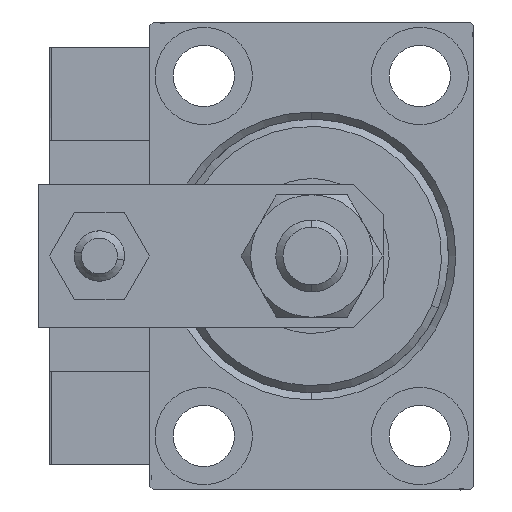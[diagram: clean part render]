
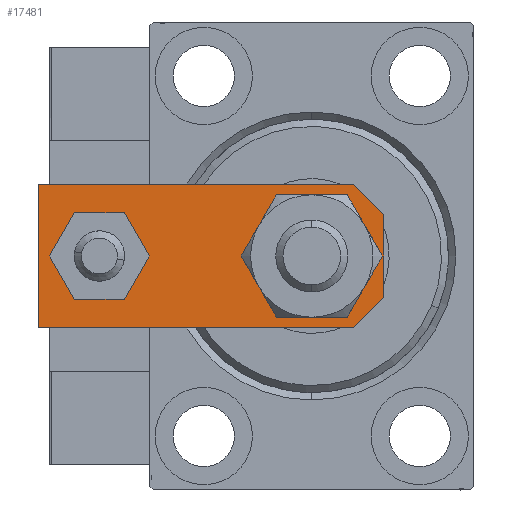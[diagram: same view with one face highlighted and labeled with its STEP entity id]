
A CAD part, left-side view. The second image highlights one B-rep face of the part: STEP entity #17481.
In plain terms, the highlighted face is planar.
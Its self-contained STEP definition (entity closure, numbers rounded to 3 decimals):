
#394 = CARTESIAN_POINT ( 'NONE',  ( 4., 39.5, 6. ) ) ;
#551 = DIRECTION ( 'NONE',  ( 0., 0., 1. ) ) ;
#1053 = CARTESIAN_POINT ( 'NONE',  ( 10., 4.24, 6. ) ) ;
#1429 = DIRECTION ( 'NONE',  ( 0., 0., 1. ) ) ;
#2198 = VERTEX_POINT ( 'NONE', #8755 ) ;
#2547 = EDGE_CURVE ( 'NONE', #31239, #24474, #16006, .T. ) ;
#2881 = VECTOR ( 'NONE', #31743, 1000. ) ;
#3029 = LINE ( 'NONE', #3286, #21437 ) ;
#3033 = ORIENTED_EDGE ( 'NONE', *, *, #19946, .F. ) ;
#3158 = VERTEX_POINT ( 'NONE', #27435 ) ;
#3286 = CARTESIAN_POINT ( 'NONE',  ( 10., 0., 6. ) ) ;
#4039 = VECTOR ( 'NONE', #30719, 1000. ) ;
#4852 = FACE_BOUND ( 'NONE', #6933, .T. ) ;
#5097 = CARTESIAN_POINT ( 'NONE',  ( -10., 0., 6. ) ) ;
#6146 = DIRECTION ( 'NONE',  ( 0., 0., 1. ) ) ;
#6224 = EDGE_CURVE ( 'NONE', #3158, #10306, #33215, .T. ) ;
#6557 = EDGE_CURVE ( 'NONE', #10306, #34316, #3029, .T. ) ;
#6933 = EDGE_LOOP ( 'NONE', ( #36547, #26191 ) ) ;
#7706 = AXIS2_PLACEMENT_3D ( 'NONE', #37888, #6146, #41319 ) ;
#7791 = EDGE_CURVE ( 'NONE', #40733, #3158, #21079, .T. ) ;
#8755 = CARTESIAN_POINT ( 'NONE',  ( -7.25, 10., 6. ) ) ;
#9467 = DIRECTION ( 'NONE',  ( 0., 0., 1. ) ) ;
#9779 = EDGE_CURVE ( 'NONE', #2198, #51673, #18335, .T. ) ;
#10306 = VERTEX_POINT ( 'NONE', #1053 ) ;
#10317 = EDGE_CURVE ( 'NONE', #38439, #34045, #26768, .T. ) ;
#10813 = AXIS2_PLACEMENT_3D ( 'NONE', #43805, #36159, #20910 ) ;
#12527 = EDGE_CURVE ( 'NONE', #51673, #2198, #24321, .T. ) ;
#14445 = DIRECTION ( 'NONE',  ( 1., 0., 0. ) ) ;
#15830 = CARTESIAN_POINT ( 'NONE',  ( 10., 48., 6. ) ) ;
#16006 = LINE ( 'NONE', #43836, #2881 ) ;
#17058 = DIRECTION ( 'NONE',  ( 1., 0., 0. ) ) ;
#17350 = CARTESIAN_POINT ( 'NONE',  ( -4., 39.5, 6. ) ) ;
#17481 = ADVANCED_FACE ( 'NONE', ( #44776, #20840, #4852 ), #21096, .T. ) ;
#18335 = CIRCLE ( 'NONE', #10813, 7.25 ) ;
#18670 = LINE ( 'NONE', #38610, #20614 ) ;
#18792 = ORIENTED_EDGE ( 'NONE', *, *, #38576, .T. ) ;
#19460 = CARTESIAN_POINT ( 'NONE',  ( -10., 48., 6. ) ) ;
#19946 = EDGE_CURVE ( 'NONE', #34045, #38439, #37871, .T. ) ;
#20614 = VECTOR ( 'NONE', #31515, 1000. ) ;
#20840 = FACE_OUTER_BOUND ( 'NONE', #39694, .T. ) ;
#20910 = DIRECTION ( 'NONE',  ( 1., 0., 0. ) ) ;
#21079 = LINE ( 'NONE', #5097, #40066 ) ;
#21096 = PLANE ( 'NONE',  #28547 ) ;
#21437 = VECTOR ( 'NONE', #31365, 1000. ) ;
#24321 = CIRCLE ( 'NONE', #34353, 7.25 ) ;
#24474 = VERTEX_POINT ( 'NONE', #32190 ) ;
#24833 = CARTESIAN_POINT ( 'NONE',  ( 2.88, -2.88, 6. ) ) ;
#25084 = ORIENTED_EDGE ( 'NONE', *, *, #6224, .T. ) ;
#26191 = ORIENTED_EDGE ( 'NONE', *, *, #12527, .F. ) ;
#26768 = CIRCLE ( 'NONE', #28440, 4. ) ;
#27435 = CARTESIAN_POINT ( 'NONE',  ( 5.76, 0., 6. ) ) ;
#27694 = ORIENTED_EDGE ( 'NONE', *, *, #6557, .T. ) ;
#28440 = AXIS2_PLACEMENT_3D ( 'NONE', #49112, #551, #17058 ) ;
#28547 = AXIS2_PLACEMENT_3D ( 'NONE', #36863, #1429, #41329 ) ;
#29390 = CARTESIAN_POINT ( 'NONE',  ( 7.25, 10., 6. ) ) ;
#29398 = CARTESIAN_POINT ( 'NONE',  ( 0., 10., 6. ) ) ;
#30389 = EDGE_LOOP ( 'NONE', ( #50323, #3033 ) ) ;
#30719 = DIRECTION ( 'NONE',  ( 0.707, -0.707, 0. ) ) ;
#31239 = VERTEX_POINT ( 'NONE', #19460 ) ;
#31365 = DIRECTION ( 'NONE',  ( 0., 1., 0. ) ) ;
#31515 = DIRECTION ( 'NONE',  ( -1., 0., 0. ) ) ;
#31743 = DIRECTION ( 'NONE',  ( 0., -1., 0. ) ) ;
#32186 = ORIENTED_EDGE ( 'NONE', *, *, #34503, .T. ) ;
#32190 = CARTESIAN_POINT ( 'NONE',  ( -10., 4.24, 6. ) ) ;
#33215 = LINE ( 'NONE', #24833, #43246 ) ;
#34045 = VERTEX_POINT ( 'NONE', #394 ) ;
#34316 = VERTEX_POINT ( 'NONE', #15830 ) ;
#34353 = AXIS2_PLACEMENT_3D ( 'NONE', #29398, #9467, #14445 ) ;
#34503 = EDGE_CURVE ( 'NONE', #34316, #31239, #18670, .T. ) ;
#36159 = DIRECTION ( 'NONE',  ( 0., 0., 1. ) ) ;
#36547 = ORIENTED_EDGE ( 'NONE', *, *, #9779, .F. ) ;
#36863 = CARTESIAN_POINT ( 'NONE',  ( 0., 0., 6. ) ) ;
#37871 = CIRCLE ( 'NONE', #7706, 4. ) ;
#37888 = CARTESIAN_POINT ( 'NONE',  ( 0., 39.5, 6. ) ) ;
#38439 = VERTEX_POINT ( 'NONE', #17350 ) ;
#38576 = EDGE_CURVE ( 'NONE', #24474, #40733, #50709, .T. ) ;
#38610 = CARTESIAN_POINT ( 'NONE',  ( 10., 48., 6. ) ) ;
#39515 = ORIENTED_EDGE ( 'NONE', *, *, #7791, .T. ) ;
#39694 = EDGE_LOOP ( 'NONE', ( #45771, #18792, #39515, #25084, #27694, #32186 ) ) ;
#40066 = VECTOR ( 'NONE', #48442, 1000. ) ;
#40733 = VERTEX_POINT ( 'NONE', #41137 ) ;
#41137 = CARTESIAN_POINT ( 'NONE',  ( -5.76, 0., 6. ) ) ;
#41319 = DIRECTION ( 'NONE',  ( 1., 0., 0. ) ) ;
#41329 = DIRECTION ( 'NONE',  ( 1., 0., 0. ) ) ;
#43246 = VECTOR ( 'NONE', #45321, 1000. ) ;
#43335 = CARTESIAN_POINT ( 'NONE',  ( -2.88, -2.88, 6. ) ) ;
#43805 = CARTESIAN_POINT ( 'NONE',  ( 0., 10., 6. ) ) ;
#43836 = CARTESIAN_POINT ( 'NONE',  ( -10., 48., 6. ) ) ;
#44776 = FACE_BOUND ( 'NONE', #30389, .T. ) ;
#45321 = DIRECTION ( 'NONE',  ( 0.707, 0.707, 0. ) ) ;
#45771 = ORIENTED_EDGE ( 'NONE', *, *, #2547, .T. ) ;
#48442 = DIRECTION ( 'NONE',  ( 1., 0., 0. ) ) ;
#49112 = CARTESIAN_POINT ( 'NONE',  ( 0., 39.5, 6. ) ) ;
#50323 = ORIENTED_EDGE ( 'NONE', *, *, #10317, .F. ) ;
#50709 = LINE ( 'NONE', #43335, #4039 ) ;
#51673 = VERTEX_POINT ( 'NONE', #29390 ) ;
